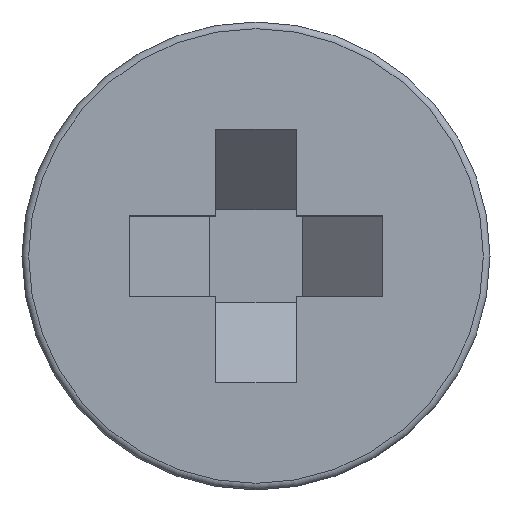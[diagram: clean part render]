
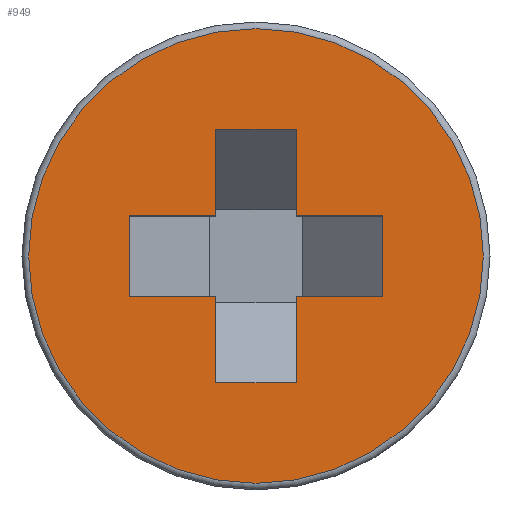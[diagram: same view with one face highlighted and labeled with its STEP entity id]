
A CAD part, top view. The second image highlights one B-rep face of the part: STEP entity #949.
In plain terms, the highlighted planar face has unit normal (0, 0, 1).
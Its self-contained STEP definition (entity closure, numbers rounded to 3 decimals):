
#15=FACE_BOUND('',#140,.T.);
#38=PLANE('',#1021);
#88=FACE_OUTER_BOUND('',#139,.T.);
#139=EDGE_LOOP('',(#853));
#140=EDGE_LOOP('',(#854,#855,#856,#857,#858,#859,#860,#861,#862,#863,#864,
#865));
#148=CIRCLE('',#1016,1.704);
#241=LINE('',#3171,#315);
#257=LINE('',#3203,#331);
#263=LINE('',#3215,#337);
#269=LINE('',#3227,#343);
#272=LINE('',#3232,#346);
#273=LINE('',#3234,#347);
#275=LINE('',#3238,#349);
#276=LINE('',#3240,#350);
#277=LINE('',#3243,#351);
#279=LINE('',#3246,#353);
#280=LINE('',#3249,#354);
#282=LINE('',#3252,#356);
#315=VECTOR('',#1125,10.);
#331=VECTOR('',#1147,10.);
#337=VECTOR('',#1157,10.);
#343=VECTOR('',#1167,10.);
#346=VECTOR('',#1172,10.);
#347=VECTOR('',#1175,10.);
#349=VECTOR('',#1179,10.);
#350=VECTOR('',#1182,10.);
#351=VECTOR('',#1185,10.);
#353=VECTOR('',#1189,10.);
#354=VECTOR('',#1192,10.);
#356=VECTOR('',#1196,10.);
#422=VERTEX_POINT('',#3168);
#423=VERTEX_POINT('',#3170);
#435=VERTEX_POINT('',#3200);
#436=VERTEX_POINT('',#3202);
#439=VERTEX_POINT('',#3212);
#440=VERTEX_POINT('',#3214);
#443=VERTEX_POINT('',#3224);
#444=VERTEX_POINT('',#3226);
#445=VERTEX_POINT('',#3230);
#446=VERTEX_POINT('',#3236);
#447=VERTEX_POINT('',#3242);
#448=VERTEX_POINT('',#3248);
#449=VERTEX_POINT('',#3254);
#545=EDGE_CURVE('',#423,#422,#241,.T.);
#561=EDGE_CURVE('',#436,#435,#257,.T.);
#567=EDGE_CURVE('',#440,#439,#263,.T.);
#573=EDGE_CURVE('',#444,#443,#269,.T.);
#576=EDGE_CURVE('',#443,#445,#272,.T.);
#577=EDGE_CURVE('',#445,#440,#273,.T.);
#579=EDGE_CURVE('',#439,#446,#275,.T.);
#580=EDGE_CURVE('',#446,#436,#276,.T.);
#581=EDGE_CURVE('',#447,#444,#277,.T.);
#583=EDGE_CURVE('',#422,#447,#279,.T.);
#584=EDGE_CURVE('',#448,#423,#280,.T.);
#586=EDGE_CURVE('',#435,#448,#282,.T.);
#587=EDGE_CURVE('',#449,#449,#148,.T.);
#853=ORIENTED_EDGE('',*,*,#587,.F.);
#854=ORIENTED_EDGE('',*,*,#580,.T.);
#855=ORIENTED_EDGE('',*,*,#561,.T.);
#856=ORIENTED_EDGE('',*,*,#586,.T.);
#857=ORIENTED_EDGE('',*,*,#584,.T.);
#858=ORIENTED_EDGE('',*,*,#545,.T.);
#859=ORIENTED_EDGE('',*,*,#583,.T.);
#860=ORIENTED_EDGE('',*,*,#581,.T.);
#861=ORIENTED_EDGE('',*,*,#573,.T.);
#862=ORIENTED_EDGE('',*,*,#576,.T.);
#863=ORIENTED_EDGE('',*,*,#577,.T.);
#864=ORIENTED_EDGE('',*,*,#567,.T.);
#865=ORIENTED_EDGE('',*,*,#579,.T.);
#949=ADVANCED_FACE('',(#88,#15),#38,.T.);
#1016=AXIS2_PLACEMENT_3D('',#3255,#1199,#1200);
#1021=AXIS2_PLACEMENT_3D('',#3262,#1210,#1211);
#1125=DIRECTION('',(1.,0.,0.));
#1147=DIRECTION('',(0.,1.,0.));
#1157=DIRECTION('',(-1.,0.,0.));
#1167=DIRECTION('',(0.,-1.,0.));
#1172=DIRECTION('',(1.,0.,0.));
#1175=DIRECTION('',(0.,-1.,0.));
#1179=DIRECTION('',(0.,-1.,0.));
#1182=DIRECTION('',(-1.,0.,0.));
#1185=DIRECTION('',(1.,0.,0.));
#1189=DIRECTION('',(0.,1.,0.));
#1192=DIRECTION('',(0.,1.,0.));
#1196=DIRECTION('',(-1.,0.,0.));
#1199=DIRECTION('center_axis',(0.,0.,-1.));
#1200=DIRECTION('ref_axis',(-1.,0.,0.));
#1210=DIRECTION('center_axis',(0.,0.,1.));
#1211=DIRECTION('ref_axis',(1.,0.,0.));
#3168=CARTESIAN_POINT('',(-0.3,0.3,0.));
#3170=CARTESIAN_POINT('',(-0.95,0.3,0.));
#3171=CARTESIAN_POINT('',(-0.475,0.3,0.));
#3200=CARTESIAN_POINT('',(-0.3,-0.3,0.));
#3202=CARTESIAN_POINT('',(-0.3,-0.95,0.));
#3203=CARTESIAN_POINT('',(-0.3,-0.475,0.));
#3212=CARTESIAN_POINT('',(0.3,-0.3,0.));
#3214=CARTESIAN_POINT('',(0.95,-0.3,0.));
#3215=CARTESIAN_POINT('',(0.475,-0.3,0.));
#3224=CARTESIAN_POINT('',(0.3,0.3,0.));
#3226=CARTESIAN_POINT('',(0.3,0.95,0.));
#3227=CARTESIAN_POINT('',(0.3,0.475,0.));
#3230=CARTESIAN_POINT('',(0.95,0.3,0.));
#3232=CARTESIAN_POINT('',(0.15,0.3,0.));
#3234=CARTESIAN_POINT('',(0.95,0.15,0.));
#3236=CARTESIAN_POINT('',(0.3,-0.95,0.));
#3238=CARTESIAN_POINT('',(0.3,-0.15,0.));
#3240=CARTESIAN_POINT('',(0.15,-0.95,0.));
#3242=CARTESIAN_POINT('',(-0.3,0.95,0.));
#3243=CARTESIAN_POINT('',(-0.15,0.95,0.));
#3246=CARTESIAN_POINT('',(-0.3,0.15,0.));
#3248=CARTESIAN_POINT('',(-0.95,-0.3,0.));
#3249=CARTESIAN_POINT('',(-0.95,-0.15,0.));
#3252=CARTESIAN_POINT('',(-0.15,-0.3,0.));
#3254=CARTESIAN_POINT('',(-1.704,0.,0.));
#3255=CARTESIAN_POINT('Origin',(0.,0.,0.));
#3262=CARTESIAN_POINT('Origin',(0.,0.,0.));
